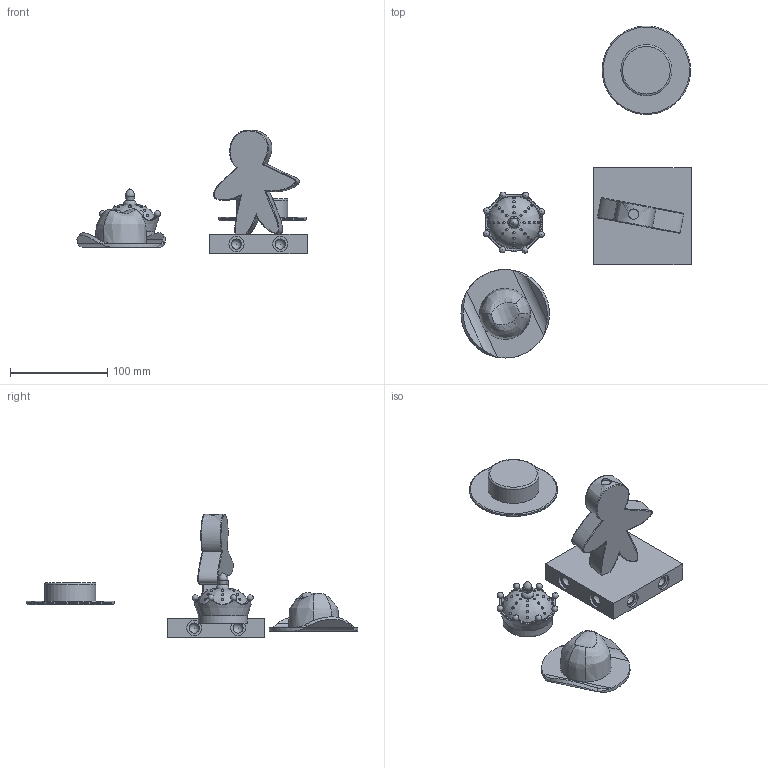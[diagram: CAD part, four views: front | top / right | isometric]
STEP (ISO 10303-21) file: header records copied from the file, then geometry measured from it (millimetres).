
FILE_DESCRIPTION(/* description */ (''),/* implementation_level */ '2;1');
FILE_NAME(/* name */ 'fullTileFile.step',/* time_stamp */ '2025-08-23T15:48:25-04:00',/* author */ (''),/* organization */ (''),/* preprocessor_version */ 'ST-DEVELOPER v20.1',/* originating_system */ 'Autodesk Translation Framework v14.10.0.0',/* authorisation */ '');
FILE_SCHEMA (('AUTOMOTIVE_DESIGN { 1 0 10303 214 3 1 1 }'));
Length unit declared in the file: millimetre
Products named in the file (5): 2025-07-30-18-22-19-022; Component1; meeplehat v1; meepleCowboyHat v1; meepleCrown v1
Assembly tree (4 placements, depth 2):
  2025-07-30-18-22-19-022
    Component1
    meeplehat v1
    meepleCowboyHat v1
    meepleCrown v1
Bounding box: 236.52 x 341.21 x 126.97 mm (x, y, z)
Volume: 370843.6 mm3; surface area: 109316.2 mm2
Topology: 5 solids, 7 shells, 225 faces, 616 edges, 396 vertices
Faces by surface type: bspline 69, sphere 49, plane 45, cylinder 44, cone 15, torus 3
Full cylindrical faces by diameter (mm): 10.5 x12, 15.5 x11, 45.5 x4, 50.556 x1, 52.5 x1, 91 x1
Entity records: 15109 total; most frequent: CARTESIAN_POINT 10152, ORIENTED_EDGE 1102, DIRECTION 768, EDGE_CURVE 551, VERTEX_POINT 397, AXIS2_PLACEMENT_3D 346, B_SPLINE_CURVE_WITH_KNOTS 287, EDGE_LOOP 285
